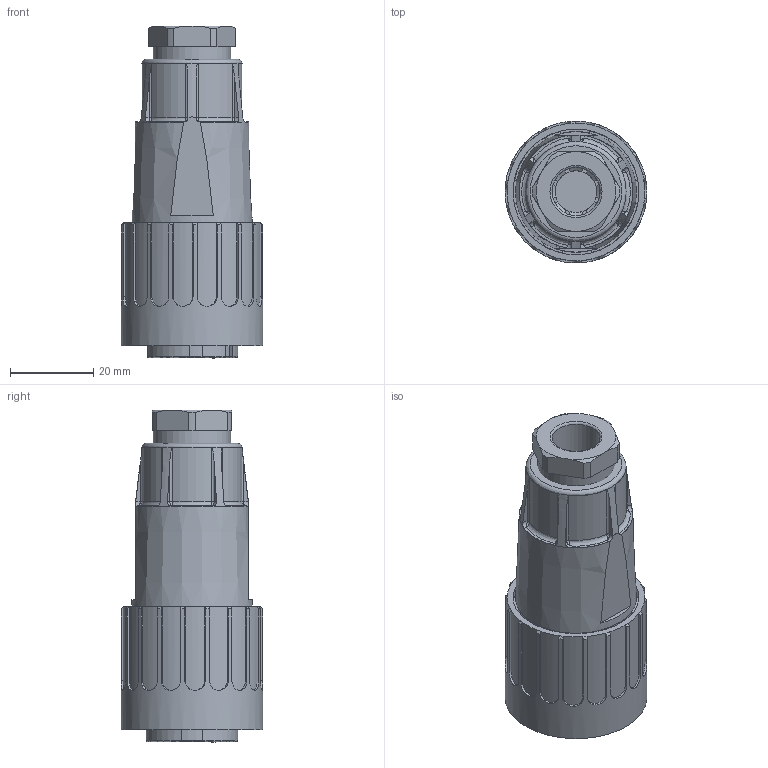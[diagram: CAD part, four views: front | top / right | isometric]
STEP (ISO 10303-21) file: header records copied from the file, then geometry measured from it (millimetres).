
FILE_DESCRIPTION(/* description */ (''),/* implementation_level */ '2;1');
FILE_NAME(/* name */ 'C016_10D017_002_1.stp',/* time_stamp */ '2013-11-04T10:34:07+01:00',/* author */ (''),/* organization */ (''),/* preprocessor_version */ 'ST-DEVELOPER v11',/* originating_system */ 'SIEMENS PLM Software NX 7.5',/* authorisation */ '');
FILE_SCHEMA (('CONFIG_CONTROL_DESIGN'));
Length unit declared in the file: millimetre
Products named in the file (10): N 16 109 0002 1_01; N 16 109 0001 1_04; N 06 109 0002 1_01; C016 G22 041 E1_04; ORG 21,0x2,4_01; ORG 21,0x1,5_01; C016 G11 041 E1_05; C016 G09 041 E1_05; C016 E06 041 E1_reduziert_01; C016 10D017 002 1_02
Assembly tree (9 placements, depth 2):
  C016 10D017 002 1_02
    C016 E06 041 E1_reduziert_01
    C016 G09 041 E1_05
    C016 G11 041 E1_05
    ORG 21,0x1,5_01
    ORG 21,0x2,4_01
    C016 G22 041 E1_04
    N 06 109 0002 1_01
    N 16 109 0001 1_04
    N 16 109 0002 1_01
Bounding box: 34 x 34 x 79.6 mm (x, y, z)
Volume: 35099 mm3; surface area: 28412.9 mm2
Topology: 9 solids, 9 shells, 983 faces, 2521 edges, 1574 vertices
Faces by surface type: plane 600, cylinder 253, cone 82, bspline 34, extrusion 12, torus 2
Full cylindrical faces by diameter (mm): 10 x1, 11 x1, 11.5 x1, 13.5 x1, 14.5 x1, 17 x1, 17.26 x1, 18 x1, 18.6 x1, 22 x2, 22.7 x1, 24 x1, 27 x1, 30.2 x1, 34 x1
Entity records: 32503 total; most frequent: CARTESIAN_POINT 7942, DIRECTION 4990, ORIENTED_EDGE 4948, EDGE_CURVE 2474, AXIS2_PLACEMENT_3D 1955, VERTEX_POINT 1574, VECTOR 1080, LINE 1068
